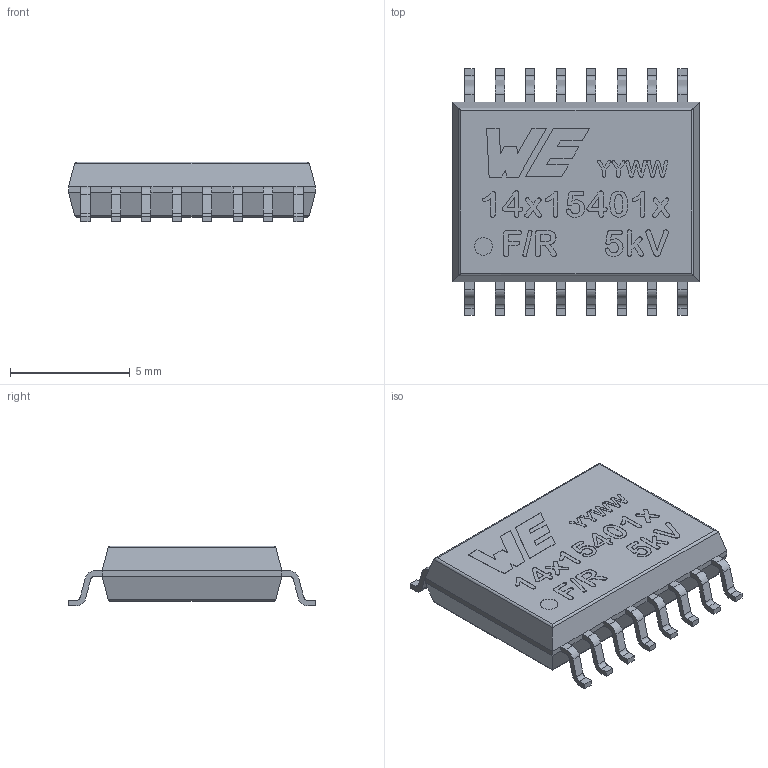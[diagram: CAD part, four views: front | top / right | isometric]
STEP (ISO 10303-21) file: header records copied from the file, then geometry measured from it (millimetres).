
FILE_DESCRIPTION(/* description */ ('Unknown'),/* implementation_level */ '2;1');
FILE_NAME(/* name */ '18014x15401x',/* time_stamp */ '2023-08-22T13:15:08+02:00',/* author */ ('Unknown'),/* organization */ ('Unknown'),/* preprocessor_version */ 'ST-DEVELOPER v16.7',/* originating_system */ 'Solid Edge',/* authorisation */ 'Unknown');
FILE_SCHEMA (('AUTOMOTIVE_DESIGN {1 0 10303 214 3 1 1}'));
Length unit declared in the file: millimetre
Products named in the file (3): 18014x15401x; Housing; Pins
Assembly tree (2 placements, depth 2):
  18014x15401x
    Housing
    Pins
Bounding box: 10.3 x 10.3 x 2.5 mm (x, y, z)
Volume: 170.7 mm3; surface area: 410.1 mm2
Topology: 9 solids, 9 shells, 370 faces, 946 edges, 604 vertices
Faces by surface type: plane 247, cylinder 73, bspline 50
Full cylindrical faces by diameter (mm): 0.734 x1
Entity records: 16041 total; most frequent: CARTESIAN_POINT 5935, ORIENTED_EDGE 1884, DIRECTION 1582, EDGE_CURVE 942, LINE 660, VECTOR 660, VERTEX_POINT 604, AXIS2_PLACEMENT_3D 461
